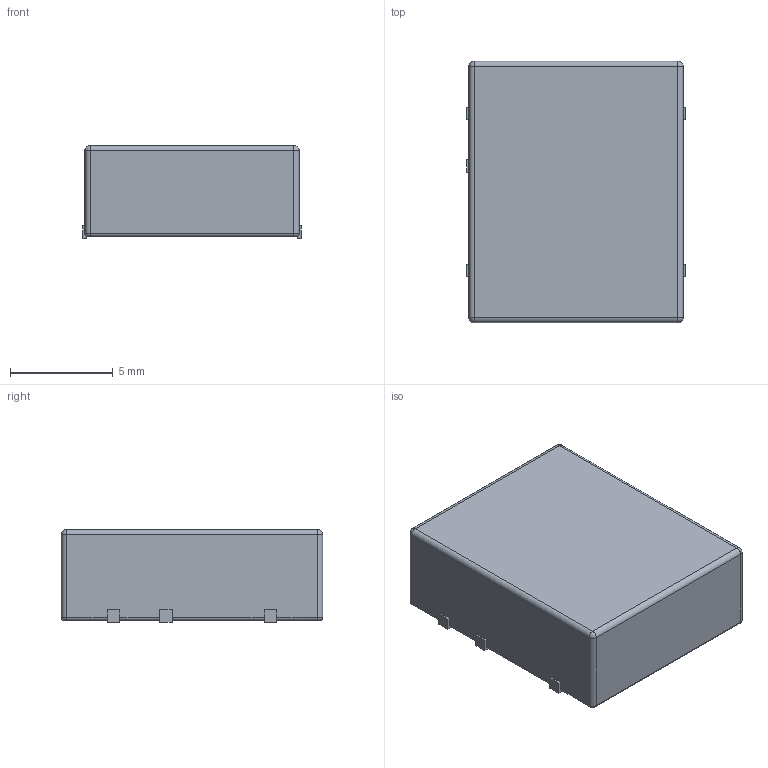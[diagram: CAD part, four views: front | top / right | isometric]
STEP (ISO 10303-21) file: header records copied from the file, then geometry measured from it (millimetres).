
FILE_DESCRIPTION(/* description */ ('model of Converter_DCDC_Murata_NXE2SxxxxMC_SMD'),/* implementation_level */ '2;1');
FILE_NAME(/* name */ 'Converter_DCDC_Murata_NXE2SxxxxMC_SMD.step',/* time_stamp */ '2020-09-10T22:37:35',/* author */ ('kicad StepUp','ksu'),/* organization */ ('FreeCAD'),/* preprocessor_version */ 'OCC',/* originating_system */ 'kicad StepUp',/* authorisation */ '');
FILE_SCHEMA(('AUTOMOTIVE_DESIGN { 1 0 10303 214 1 1 1 1 }'));
Length unit declared in the file: millimetre
Products named in the file (1): Converter_DCDC_Murata_NXE2SxxxxMC_SMD
Bounding box: 10.61 x 12.7 x 4.51 mm (x, y, z)
Volume: 582.3 mm3; surface area: 461 mm2
Topology: 1 solids, 1 shells, 56 faces, 146 edges, 88 vertices
Faces by surface type: plane 36, cylinder 12, torus 4, sphere 4
Entity records: 3858 total; most frequent: CARTESIAN_POINT 673, DIRECTION 501, LINE 302, VECTOR 302, ORIENTED_EDGE 284, PCURVE 284, DEFINITIONAL_REPRESENTATION 284, EDGE_CURVE 142
